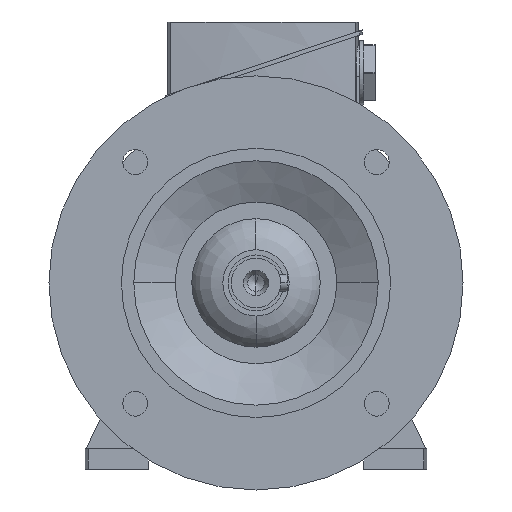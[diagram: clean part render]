
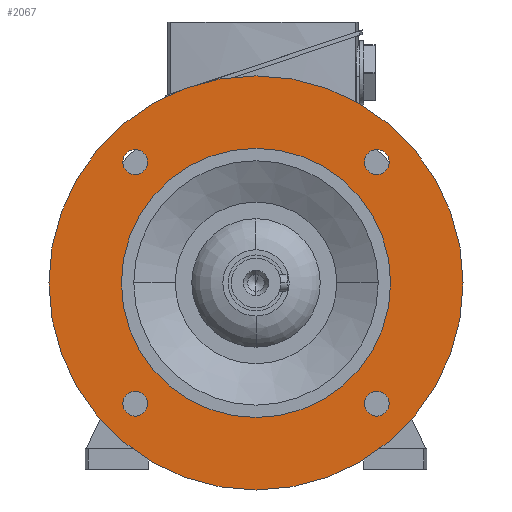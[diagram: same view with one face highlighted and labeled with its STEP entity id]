
A CAD part, left-side view. The second image highlights one B-rep face of the part: STEP entity #2067.
In plain terms, the highlighted planar face has unit normal (-1, 0, 0).
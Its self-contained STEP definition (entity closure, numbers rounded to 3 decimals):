
#2067=ADVANCED_FACE('',(#4173,#4174,#4175,#4176,#4177,#4178),#4179,.T.);
#4173=FACE_BOUND('',#6276,.T.);
#4174=FACE_BOUND('',#6277,.T.);
#4175=FACE_BOUND('',#6278,.T.);
#4176=FACE_BOUND('',#6279,.T.);
#4177=FACE_OUTER_BOUND('',#6280,.T.);
#4178=FACE_BOUND('',#6281,.T.);
#4179=PLANE('',#6282);
#6276=EDGE_LOOP('',(#12849,#12850));
#6277=EDGE_LOOP('',(#12851,#12852));
#6278=EDGE_LOOP('',(#12853,#12854));
#6279=EDGE_LOOP('',(#12855,#12856));
#6280=EDGE_LOOP('',(#12857,#12858));
#6281=EDGE_LOOP('',(#12859,#12860));
#6282=AXIS2_PLACEMENT_3D('',#12861,#12862,#12863);
#12849=ORIENTED_EDGE('',*,*,#15419,.T.);
#12850=ORIENTED_EDGE('',*,*,#12922,.T.);
#12851=ORIENTED_EDGE('',*,*,#15422,.T.);
#12852=ORIENTED_EDGE('',*,*,#12917,.T.);
#12853=ORIENTED_EDGE('',*,*,#15425,.T.);
#12854=ORIENTED_EDGE('',*,*,#12912,.T.);
#12855=ORIENTED_EDGE('',*,*,#15428,.T.);
#12856=ORIENTED_EDGE('',*,*,#12907,.T.);
#12857=ORIENTED_EDGE('',*,*,#12875,.F.);
#12858=ORIENTED_EDGE('',*,*,#15481,.F.);
#12859=ORIENTED_EDGE('',*,*,#12882,.T.);
#12860=ORIENTED_EDGE('',*,*,#15479,.T.);
#12861=CARTESIAN_POINT('',(-34.5,82.5,0.0));
#12862=DIRECTION('',(-1.0,0.0,0.0));
#12863=DIRECTION('',(0.0,-1.0,0.0));
#12875=EDGE_CURVE('',#15485,#15488,#15489,.T.);
#12882=EDGE_CURVE('',#15495,#15499,#15501,.T.);
#12907=EDGE_CURVE('',#15545,#15542,#15546,.T.);
#12912=EDGE_CURVE('',#15554,#15551,#15555,.T.);
#12917=EDGE_CURVE('',#15563,#15560,#15564,.T.);
#12922=EDGE_CURVE('',#15572,#15569,#15573,.T.);
#15419=EDGE_CURVE('',#15569,#15572,#19296,.T.);
#15422=EDGE_CURVE('',#15560,#15563,#19299,.T.);
#15425=EDGE_CURVE('',#15551,#15554,#19302,.T.);
#15428=EDGE_CURVE('',#15542,#15545,#19305,.T.);
#15479=EDGE_CURVE('',#15499,#15495,#19367,.T.);
#15481=EDGE_CURVE('',#15488,#15485,#19369,.T.);
#15485=VERTEX_POINT('',#19373);
#15488=VERTEX_POINT('',#19377);
#15489=CIRCLE('',#19378,100.0);
#15495=VERTEX_POINT('',#19385);
#15499=VERTEX_POINT('',#19390);
#15501=CIRCLE('',#19393,65.0);
#15542=VERTEX_POINT('',#19443);
#15545=VERTEX_POINT('',#19447);
#15546=CIRCLE('',#19448,6.0);
#15551=VERTEX_POINT('',#19454);
#15554=VERTEX_POINT('',#19458);
#15555=CIRCLE('',#19459,6.0);
#15560=VERTEX_POINT('',#19465);
#15563=VERTEX_POINT('',#19469);
#15564=CIRCLE('',#19470,6.0);
#15569=VERTEX_POINT('',#19476);
#15572=VERTEX_POINT('',#19480);
#15573=CIRCLE('',#19481,6.0);
#19296=CIRCLE('',#25885,6.0);
#19299=CIRCLE('',#25888,6.0);
#19302=CIRCLE('',#25891,6.0);
#19305=CIRCLE('',#25894,6.0);
#19367=CIRCLE('',#25996,65.0);
#19369=CIRCLE('',#25998,100.0);
#19373=CARTESIAN_POINT('',(-34.5,100.0,0.0));
#19377=CARTESIAN_POINT('',(-34.5,-100.0,0.));
#19378=AXIS2_PLACEMENT_3D('',#26002,#26003,#26004);
#19385=CARTESIAN_POINT('',(-34.5,65.0,0.0));
#19390=CARTESIAN_POINT('',(-34.5,-65.0,0.));
#19393=AXIS2_PLACEMENT_3D('',#26014,#26015,#26016);
#19443=CARTESIAN_POINT('',(-34.5,-62.579,62.579));
#19447=CARTESIAN_POINT('',(-34.5,-54.094,54.094));
#19448=AXIS2_PLACEMENT_3D('',#26061,#26062,#26063);
#19454=CARTESIAN_POINT('',(-34.5,62.579,62.579));
#19458=CARTESIAN_POINT('',(-34.5,54.094,54.094));
#19459=AXIS2_PLACEMENT_3D('',#26069,#26070,#26071);
#19465=CARTESIAN_POINT('',(-34.5,62.579,-62.579));
#19469=CARTESIAN_POINT('',(-34.5,54.094,-54.094));
#19470=AXIS2_PLACEMENT_3D('',#26077,#26078,#26079);
#19476=CARTESIAN_POINT('',(-34.5,-62.579,-62.579));
#19480=CARTESIAN_POINT('',(-34.5,-54.094,-54.094));
#19481=AXIS2_PLACEMENT_3D('',#26085,#26086,#26087);
#25885=AXIS2_PLACEMENT_3D('',#28887,#28888,#28889);
#25888=AXIS2_PLACEMENT_3D('',#28893,#28894,#28895);
#25891=AXIS2_PLACEMENT_3D('',#28899,#28900,#28901);
#25894=AXIS2_PLACEMENT_3D('',#28905,#28906,#28907);
#25996=AXIS2_PLACEMENT_3D('',#28953,#28954,#28955);
#25998=AXIS2_PLACEMENT_3D('',#28956,#28957,#28958);
#26002=CARTESIAN_POINT('',(-34.5,0.0,0.0));
#26003=DIRECTION('',(1.0,0.0,0.0));
#26004=DIRECTION('',(0.0,1.0,0.0));
#26014=CARTESIAN_POINT('',(-34.5,0.0,0.0));
#26015=DIRECTION('',(1.0,0.0,0.0));
#26016=DIRECTION('',(0.0,1.0,0.0));
#26061=CARTESIAN_POINT('',(-34.5,-58.336,58.336));
#26062=DIRECTION('',(1.0,0.0,-0.0));
#26063=DIRECTION('',(0.0,-0.707,0.707));
#26069=CARTESIAN_POINT('',(-34.5,58.336,58.336));
#26070=DIRECTION('',(1.0,0.0,-0.0));
#26071=DIRECTION('',(0.0,0.707,0.707));
#26077=CARTESIAN_POINT('',(-34.5,58.336,-58.336));
#26078=DIRECTION('',(1.0,-0.0,0.0));
#26079=DIRECTION('',(0.0,0.707,-0.707));
#26085=CARTESIAN_POINT('',(-34.5,-58.336,-58.336));
#26086=DIRECTION('',(1.0,0.0,0.0));
#26087=DIRECTION('',(0.0,-0.707,-0.707));
#28887=CARTESIAN_POINT('',(-34.5,-58.336,-58.336));
#28888=DIRECTION('',(1.0,0.0,0.0));
#28889=DIRECTION('',(0.0,-0.707,-0.707));
#28893=CARTESIAN_POINT('',(-34.5,58.336,-58.336));
#28894=DIRECTION('',(1.0,-0.0,0.0));
#28895=DIRECTION('',(0.0,0.707,-0.707));
#28899=CARTESIAN_POINT('',(-34.5,58.336,58.336));
#28900=DIRECTION('',(1.0,0.0,-0.0));
#28901=DIRECTION('',(0.0,0.707,0.707));
#28905=CARTESIAN_POINT('',(-34.5,-58.336,58.336));
#28906=DIRECTION('',(1.0,0.0,-0.0));
#28907=DIRECTION('',(0.0,-0.707,0.707));
#28953=CARTESIAN_POINT('',(-34.5,0.0,0.0));
#28954=DIRECTION('',(1.0,0.0,0.0));
#28955=DIRECTION('',(0.0,1.0,0.0));
#28956=CARTESIAN_POINT('',(-34.5,0.0,0.0));
#28957=DIRECTION('',(1.0,0.0,0.0));
#28958=DIRECTION('',(0.0,1.0,0.0));
